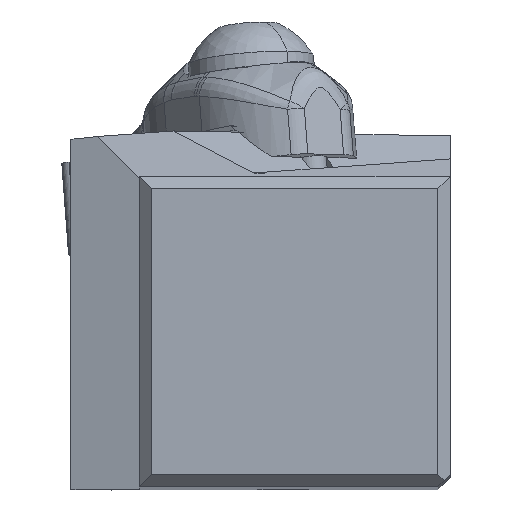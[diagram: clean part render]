
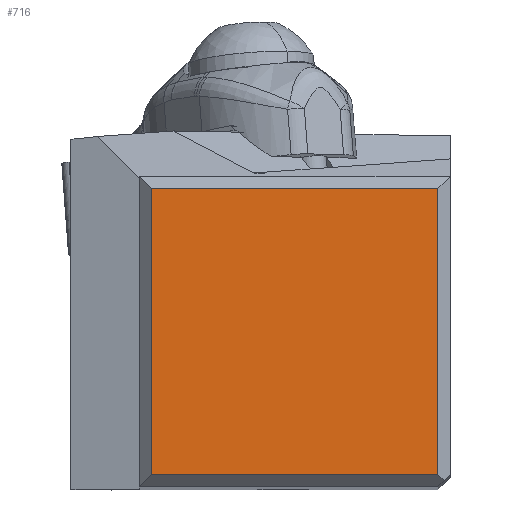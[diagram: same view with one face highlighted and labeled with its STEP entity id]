
A CAD part, top view. The second image highlights one B-rep face of the part: STEP entity #716.
In plain terms, the highlighted planar face has unit normal (0, 0, 1).
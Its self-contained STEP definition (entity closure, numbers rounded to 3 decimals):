
#462=FACE_OUTER_BOUND('',#1085,.T.);
#716=ADVANCED_FACE('',(#462),#970,.T.);
#970=PLANE('',#4992);
#1085=EDGE_LOOP('',(#1496,#1497,#1498,#1499));
#1496=ORIENTED_EDGE('',*,*,#3322,.F.);
#1497=ORIENTED_EDGE('',*,*,#3329,.F.);
#1498=ORIENTED_EDGE('',*,*,#3378,.F.);
#1499=ORIENTED_EDGE('',*,*,#3379,.T.);
#2834=VERTEX_POINT('',#6797);
#2835=VERTEX_POINT('',#6799);
#2839=VERTEX_POINT('',#6811);
#2875=VERTEX_POINT('',#6907);
#3322=EDGE_CURVE('',#2834,#2835,#4358,.T.);
#3329=EDGE_CURVE('',#2839,#2834,#4365,.T.);
#3378=EDGE_CURVE('',#2875,#2839,#4398,.T.);
#3379=EDGE_CURVE('',#2875,#2835,#4399,.T.);
#4358=LINE('',#6798,#4625);
#4365=LINE('',#6812,#4632);
#4398=LINE('',#6908,#4665);
#4399=LINE('',#6910,#4666);
#4625=VECTOR('',#5540,1.);
#4632=VECTOR('',#5551,1.);
#4665=VECTOR('',#5638,1.);
#4666=VECTOR('',#5641,1.);
#4992=AXIS2_PLACEMENT_3D('',#6911,#5642,#5643);
#5540=DIRECTION('',(-1.,0.,0.));
#5551=DIRECTION('',(0.,-1.,0.));
#5638=DIRECTION('',(1.,0.,0.));
#5641=DIRECTION('',(0.,-1.,0.));
#5642=DIRECTION('',(0.,0.,1.));
#5643=DIRECTION('',(-1.,0.,0.));
#6797=CARTESIAN_POINT('',(-1.,1.,0.));
#6798=CARTESIAN_POINT('',(-1.,1.,0.));
#6799=CARTESIAN_POINT('',(-24.4,1.,0.));
#6811=CARTESIAN_POINT('',(-1.,24.4,0.));
#6812=CARTESIAN_POINT('',(-1.,24.4,0.));
#6907=CARTESIAN_POINT('',(-24.4,24.4,0.));
#6908=CARTESIAN_POINT('',(-24.4,24.4,0.));
#6910=CARTESIAN_POINT('',(-24.4,24.4,0.));
#6911=CARTESIAN_POINT('',(-12.7,12.7,0.));
